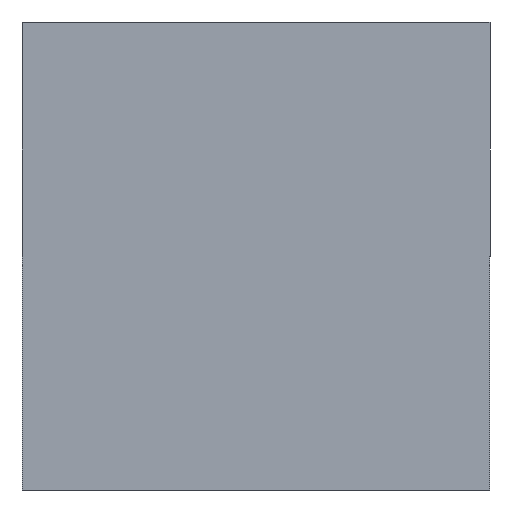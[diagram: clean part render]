
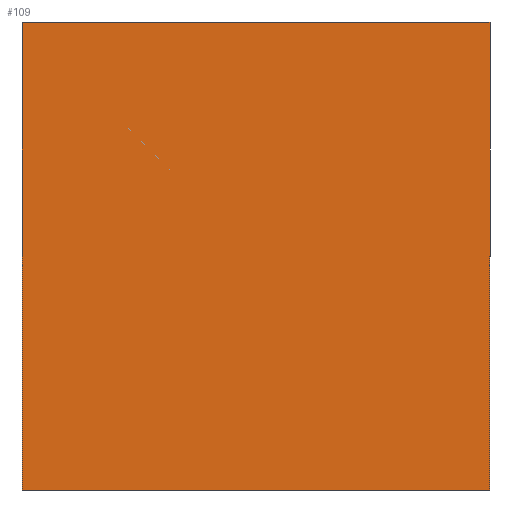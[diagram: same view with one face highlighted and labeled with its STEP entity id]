
A CAD part, front view. The second image highlights one B-rep face of the part: STEP entity #109.
In plain terms, the highlighted planar face has unit normal (0, -1, 0).
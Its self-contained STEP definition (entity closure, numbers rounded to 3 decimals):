
#17 = VERTEX_POINT ( 'NONE', #259 ) ;
#24 = LINE ( 'NONE', #175, #287 ) ;
#35 = CARTESIAN_POINT ( 'NONE',  ( -1000., 0., -1000. ) ) ;
#37 = VECTOR ( 'NONE', #283, 1000. ) ;
#39 = DIRECTION ( 'NONE',  ( 0., 0., 1. ) ) ;
#46 = ORIENTED_EDGE ( 'NONE', *, *, #86, .F. ) ;
#50 = EDGE_CURVE ( 'NONE', #165, #113, #97, .T. ) ;
#66 = FACE_OUTER_BOUND ( 'NONE', #189, .T. ) ;
#83 = PLANE ( 'NONE',  #244 ) ;
#86 = EDGE_CURVE ( 'NONE', #17, #165, #229, .T. ) ;
#97 = LINE ( 'NONE', #193, #37 ) ;
#99 = VERTEX_POINT ( 'NONE', #301 ) ;
#109 = ADVANCED_FACE ( 'NONE', ( #66 ), #83, .F. ) ;
#113 = VERTEX_POINT ( 'NONE', #135 ) ;
#121 = ORIENTED_EDGE ( 'NONE', *, *, #155, .F. ) ;
#127 = LINE ( 'NONE', #202, #267 ) ;
#135 = CARTESIAN_POINT ( 'NONE',  ( 1000., 0., 1000. ) ) ;
#147 = DIRECTION ( 'NONE',  ( -1., 0., 0. ) ) ;
#155 = EDGE_CURVE ( 'NONE', #99, #17, #24, .T. ) ;
#163 = CARTESIAN_POINT ( 'NONE',  ( 0., 0., 0. ) ) ;
#165 = VERTEX_POINT ( 'NONE', #242 ) ;
#167 = DIRECTION ( 'NONE',  ( 0., 1., 0. ) ) ;
#168 = ORIENTED_EDGE ( 'NONE', *, *, #50, .F. ) ;
#170 = EDGE_CURVE ( 'NONE', #113, #99, #127, .T. ) ;
#175 = CARTESIAN_POINT ( 'NONE',  ( -1000., 0., -1000. ) ) ;
#189 = EDGE_LOOP ( 'NONE', ( #215, #168, #46, #121 ) ) ;
#193 = CARTESIAN_POINT ( 'NONE',  ( -1000., 0., 1000. ) ) ;
#202 = CARTESIAN_POINT ( 'NONE',  ( 1000., 0., -1000. ) ) ;
#215 = ORIENTED_EDGE ( 'NONE', *, *, #170, .F. ) ;
#229 = LINE ( 'NONE', #35, #295 ) ;
#242 = CARTESIAN_POINT ( 'NONE',  ( -1000., 0., 1000. ) ) ;
#244 = AXIS2_PLACEMENT_3D ( 'NONE', #163, #167, #39 ) ;
#259 = CARTESIAN_POINT ( 'NONE',  ( -1000., 0., -1000. ) ) ;
#267 = VECTOR ( 'NONE', #297, 1000. ) ;
#283 = DIRECTION ( 'NONE',  ( 1., 0., 0. ) ) ;
#287 = VECTOR ( 'NONE', #147, 1000. ) ;
#295 = VECTOR ( 'NONE', #307, 1000. ) ;
#297 = DIRECTION ( 'NONE',  ( 0., 0., -1. ) ) ;
#301 = CARTESIAN_POINT ( 'NONE',  ( 1000., 0., -1000. ) ) ;
#307 = DIRECTION ( 'NONE',  ( 0., 0., 1. ) ) ;
